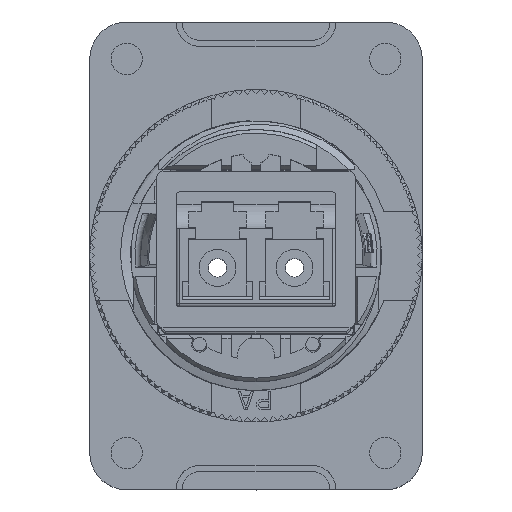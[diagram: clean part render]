
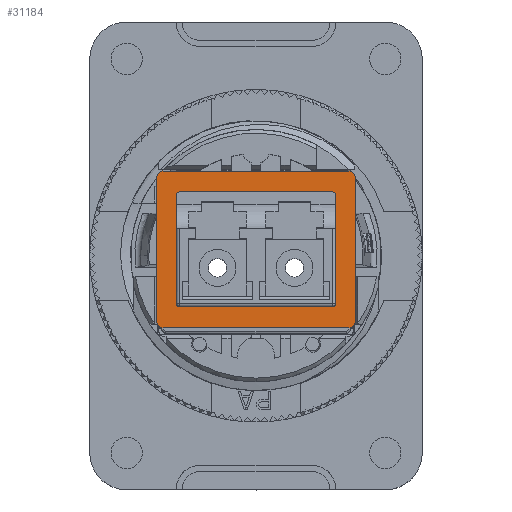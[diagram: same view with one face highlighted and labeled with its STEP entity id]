
A CAD part, top view. The second image highlights one B-rep face of the part: STEP entity #31184.
In plain terms, the highlighted planar face has unit normal (0, 0, 1).
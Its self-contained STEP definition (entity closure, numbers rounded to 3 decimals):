
#1029 = CIRCLE ( 'NONE', #52521, 0.5 ) ;
#1187 = ORIENTED_EDGE ( 'NONE', *, *, #2853, .F. ) ;
#2328 = DIRECTION ( 'NONE',  ( 0., 0., -1. ) ) ;
#2853 = EDGE_CURVE ( 'NONE', #69096, #71814, #24820, .T. ) ;
#2912 = EDGE_CURVE ( 'NONE', #66841, #15850, #41904, .T. ) ;
#3823 = CARTESIAN_POINT ( 'NONE',  ( -6.25, -3.155, 18.632 ) ) ;
#4659 = VERTEX_POINT ( 'NONE', #81229 ) ;
#5307 = CARTESIAN_POINT ( 'NONE',  ( -11., 6.145, 18.632 ) ) ;
#5842 = CARTESIAN_POINT ( 'NONE',  ( -8.05, -3.155, 18.632 ) ) ;
#5993 = EDGE_CURVE ( 'NONE', #69096, #8170, #75196, .T. ) ;
#5995 = EDGE_LOOP ( 'NONE', ( #76993, #12030, #61901, #85057, #85079, #55303, #6669, #84927 ) ) ;
#6223 = EDGE_CURVE ( 'NONE', #36318, #37650, #31094, .T. ) ;
#6669 = ORIENTED_EDGE ( 'NONE', *, *, #76072, .T. ) ;
#7979 = VERTEX_POINT ( 'NONE', #72978 ) ;
#8170 = VERTEX_POINT ( 'NONE', #3823 ) ;
#8532 = CARTESIAN_POINT ( 'NONE',  ( 7.55, -4.355, 18.632 ) ) ;
#9225 = AXIS2_PLACEMENT_3D ( 'NONE', #78620, #35385, #85864 ) ;
#9723 = DIRECTION ( 'NONE',  ( 0., 0., 1. ) ) ;
#11006 = AXIS2_PLACEMENT_3D ( 'NONE', #52958, #9723, #60209 ) ;
#11411 = LINE ( 'NONE', #26229, #66768 ) ;
#11420 = DIRECTION ( 'NONE',  ( 0., 0., -1. ) ) ;
#11871 = VECTOR ( 'NONE', #62705, 1000. ) ;
#11879 = CARTESIAN_POINT ( 'NONE',  ( -6.45, -3.155, 18.632 ) ) ;
#11886 = EDGE_CURVE ( 'NONE', #36318, #8170, #70924, .T. ) ;
#12030 = ORIENTED_EDGE ( 'NONE', *, *, #2912, .F. ) ;
#12518 = DIRECTION ( 'NONE',  ( 1., 0., 0. ) ) ;
#13259 = CARTESIAN_POINT ( 'NONE',  ( -6.45, 5.945, 18.632 ) ) ;
#15778 = DIRECTION ( 'NONE',  ( 0., 1., 0. ) ) ;
#15850 = VERTEX_POINT ( 'NONE', #75283 ) ;
#16952 = CARTESIAN_POINT ( 'NONE',  ( 8.05, -4.355, 18.632 ) ) ;
#17609 = VECTOR ( 'NONE', #17618, 1000. ) ;
#17610 = EDGE_CURVE ( 'NONE', #39607, #7979, #1029, .T. ) ;
#17618 = DIRECTION ( 'NONE',  ( -1., 0., 0. ) ) ;
#18720 = VECTOR ( 'NONE', #43185, 1000. ) ;
#20557 = ORIENTED_EDGE ( 'NONE', *, *, #6223, .T. ) ;
#20572 = DIRECTION ( 'NONE',  ( 0., 0., 1. ) ) ;
#22300 = FACE_BOUND ( 'NONE', #67135, .T. ) ;
#23826 = VERTEX_POINT ( 'NONE', #30103 ) ;
#24820 = CIRCLE ( 'NONE', #11006, 0.2 ) ;
#24855 = CARTESIAN_POINT ( 'NONE',  ( -11., -3.155, 18.632 ) ) ;
#26229 = CARTESIAN_POINT ( 'NONE',  ( 6.45, -3.155, 18.632 ) ) ;
#26905 = AXIS2_PLACEMENT_3D ( 'NONE', #76162, #32923, #83450 ) ;
#27546 = DIRECTION ( 'NONE',  ( 0., 0., 1. ) ) ;
#28306 = VERTEX_POINT ( 'NONE', #92203 ) ;
#30103 = CARTESIAN_POINT ( 'NONE',  ( -8.05, 7.345, 18.632 ) ) ;
#31094 = LINE ( 'NONE', #11879, #11871 ) ;
#31184 = ADVANCED_FACE ( 'NONE', ( #41516, #22300 ), #77734, .T. ) ;
#31655 = AXIS2_PLACEMENT_3D ( 'NONE', #63800, #20572, #71077 ) ;
#32030 = ORIENTED_EDGE ( 'NONE', *, *, #11886, .F. ) ;
#32640 = VECTOR ( 'NONE', #69540, 1000. ) ;
#32923 = DIRECTION ( 'NONE',  ( 0., 0., 1. ) ) ;
#33193 = CARTESIAN_POINT ( 'NONE',  ( -7.55, -4.855, 18.632 ) ) ;
#33770 = LINE ( 'NONE', #5842, #69914 ) ;
#35338 = VERTEX_POINT ( 'NONE', #70141 ) ;
#35385 = DIRECTION ( 'NONE',  ( 0., 0., -1. ) ) ;
#35409 = EDGE_CURVE ( 'NONE', #35338, #37650, #57573, .T. ) ;
#35420 = CARTESIAN_POINT ( 'NONE',  ( -8.05, -4.355, 18.632 ) ) ;
#36318 = VERTEX_POINT ( 'NONE', #76732 ) ;
#37650 = VERTEX_POINT ( 'NONE', #13259 ) ;
#38202 = DIRECTION ( 'NONE',  ( 0., 0., 1. ) ) ;
#39607 = VERTEX_POINT ( 'NONE', #16952 ) ;
#41516 = FACE_OUTER_BOUND ( 'NONE', #5995, .T. ) ;
#41672 = EDGE_CURVE ( 'NONE', #35338, #4659, #69030, .T. ) ;
#41872 = DIRECTION ( 'NONE',  ( 0., -1., 0. ) ) ;
#41904 = CIRCLE ( 'NONE', #9225, 0.5 ) ;
#43042 = EDGE_CURVE ( 'NONE', #66841, #28306, #65223, .T. ) ;
#43044 = EDGE_CURVE ( 'NONE', #68857, #4659, #84446, .T. ) ;
#43185 = DIRECTION ( 'NONE',  ( 1., 0., 0. ) ) ;
#45192 = DIRECTION ( 'NONE',  ( -1., 0., 0. ) ) ;
#45668 = CARTESIAN_POINT ( 'NONE',  ( -7.55, -4.355, 18.632 ) ) ;
#45728 = EDGE_CURVE ( 'NONE', #39607, #15850, #71058, .T. ) ;
#47351 = AXIS2_PLACEMENT_3D ( 'NONE', #70803, #27546, #78020 ) ;
#47801 = CARTESIAN_POINT ( 'NONE',  ( 8.05, -3.155, 18.632 ) ) ;
#48695 = ORIENTED_EDGE ( 'NONE', *, *, #35409, .F. ) ;
#49917 = VERTEX_POINT ( 'NONE', #35420 ) ;
#50622 = CARTESIAN_POINT ( 'NONE',  ( 6.45, 5.945, 18.632 ) ) ;
#51408 = AXIS2_PLACEMENT_3D ( 'NONE', #54691, #11420, #61935 ) ;
#52404 = CARTESIAN_POINT ( 'NONE',  ( -11., 7.845, 18.632 ) ) ;
#52521 = AXIS2_PLACEMENT_3D ( 'NONE', #8532, #59041, #15778 ) ;
#52867 = DIRECTION ( 'NONE',  ( 0., 1., 0. ) ) ;
#52958 = CARTESIAN_POINT ( 'NONE',  ( 6.25, -2.955, 18.632 ) ) ;
#54691 = CARTESIAN_POINT ( 'NONE',  ( -7.55, 7.345, 18.632 ) ) ;
#55303 = ORIENTED_EDGE ( 'NONE', *, *, #78101, .F. ) ;
#55566 = DIRECTION ( 'NONE',  ( 0., -1., 0. ) ) ;
#57123 = LINE ( 'NONE', #65844, #18720 ) ;
#57573 = CIRCLE ( 'NONE', #31655, 0.2 ) ;
#58915 = EDGE_CURVE ( 'NONE', #23826, #49917, #33770, .T. ) ;
#59041 = DIRECTION ( 'NONE',  ( 0., 0., -1. ) ) ;
#60209 = DIRECTION ( 'NONE',  ( 0., 1., 0. ) ) ;
#61549 = EDGE_CURVE ( 'NONE', #68857, #71814, #11411, .T. ) ;
#61901 = ORIENTED_EDGE ( 'NONE', *, *, #43042, .T. ) ;
#61935 = DIRECTION ( 'NONE',  ( 0., 1., 0. ) ) ;
#62705 = DIRECTION ( 'NONE',  ( 0., 1., 0. ) ) ;
#62941 = VECTOR ( 'NONE', #45192, 1000. ) ;
#63800 = CARTESIAN_POINT ( 'NONE',  ( -6.25, 5.945, 18.632 ) ) ;
#64453 = ORIENTED_EDGE ( 'NONE', *, *, #43044, .F. ) ;
#65223 = LINE ( 'NONE', #52404, #62941 ) ;
#65280 = EDGE_CURVE ( 'NONE', #23826, #28306, #77992, .T. ) ;
#65844 = CARTESIAN_POINT ( 'NONE',  ( -11., -4.855, 18.632 ) ) ;
#66757 = VECTOR ( 'NONE', #12518, 1000. ) ;
#66768 = VECTOR ( 'NONE', #55566, 1000. ) ;
#66841 = VERTEX_POINT ( 'NONE', #75875 ) ;
#67135 = EDGE_LOOP ( 'NONE', ( #48695, #73873, #64453, #82324, #1187, #69868, #32030, #20557 ) ) ;
#68857 = VERTEX_POINT ( 'NONE', #50622 ) ;
#69030 = LINE ( 'NONE', #5307, #66757 ) ;
#69096 = VERTEX_POINT ( 'NONE', #82435 ) ;
#69540 = DIRECTION ( 'NONE',  ( 0., 1., 0. ) ) ;
#69868 = ORIENTED_EDGE ( 'NONE', *, *, #5993, .T. ) ;
#69914 = VECTOR ( 'NONE', #41872, 1000. ) ;
#70141 = CARTESIAN_POINT ( 'NONE',  ( -6.25, 6.145, 18.632 ) ) ;
#70803 = CARTESIAN_POINT ( 'NONE',  ( -11., -3.155, 18.632 ) ) ;
#70924 = CIRCLE ( 'NONE', #26905, 0.2 ) ;
#71058 = LINE ( 'NONE', #47801, #32640 ) ;
#71077 = DIRECTION ( 'NONE',  ( 0., 1., 0. ) ) ;
#71513 = VERTEX_POINT ( 'NONE', #33193 ) ;
#71814 = VERTEX_POINT ( 'NONE', #77039 ) ;
#71986 = AXIS2_PLACEMENT_3D ( 'NONE', #45668, #2328, #52867 ) ;
#72978 = CARTESIAN_POINT ( 'NONE',  ( 7.55, -4.855, 18.632 ) ) ;
#73873 = ORIENTED_EDGE ( 'NONE', *, *, #41672, .T. ) ;
#75196 = LINE ( 'NONE', #24855, #17609 ) ;
#75283 = CARTESIAN_POINT ( 'NONE',  ( 8.05, 7.345, 18.632 ) ) ;
#75875 = CARTESIAN_POINT ( 'NONE',  ( 7.55, 7.845, 18.632 ) ) ;
#76072 = EDGE_CURVE ( 'NONE', #71513, #7979, #57123, .T. ) ;
#76162 = CARTESIAN_POINT ( 'NONE',  ( -6.25, -2.955, 18.632 ) ) ;
#76732 = CARTESIAN_POINT ( 'NONE',  ( -6.45, -2.955, 18.632 ) ) ;
#76993 = ORIENTED_EDGE ( 'NONE', *, *, #45728, .T. ) ;
#77039 = CARTESIAN_POINT ( 'NONE',  ( 6.45, -2.955, 18.632 ) ) ;
#77112 = CIRCLE ( 'NONE', #71986, 0.5 ) ;
#77734 = PLANE ( 'NONE',  #47351 ) ;
#77992 = CIRCLE ( 'NONE', #51408, 0.5 ) ;
#78020 = DIRECTION ( 'NONE',  ( 0., -1., 0. ) ) ;
#78101 = EDGE_CURVE ( 'NONE', #71513, #49917, #77112, .T. ) ;
#78620 = CARTESIAN_POINT ( 'NONE',  ( 7.55, 7.345, 18.632 ) ) ;
#81229 = CARTESIAN_POINT ( 'NONE',  ( 6.25, 6.145, 18.632 ) ) ;
#81419 = CARTESIAN_POINT ( 'NONE',  ( 6.25, 5.945, 18.632 ) ) ;
#82324 = ORIENTED_EDGE ( 'NONE', *, *, #61549, .T. ) ;
#82435 = CARTESIAN_POINT ( 'NONE',  ( 6.25, -3.155, 18.632 ) ) ;
#83088 = AXIS2_PLACEMENT_3D ( 'NONE', #81419, #38202, #88661 ) ;
#83450 = DIRECTION ( 'NONE',  ( 0., 1., 0. ) ) ;
#84446 = CIRCLE ( 'NONE', #83088, 0.2 ) ;
#84927 = ORIENTED_EDGE ( 'NONE', *, *, #17610, .F. ) ;
#85057 = ORIENTED_EDGE ( 'NONE', *, *, #65280, .F. ) ;
#85079 = ORIENTED_EDGE ( 'NONE', *, *, #58915, .T. ) ;
#85864 = DIRECTION ( 'NONE',  ( 0., 1., 0. ) ) ;
#88661 = DIRECTION ( 'NONE',  ( 0., 1., 0. ) ) ;
#92203 = CARTESIAN_POINT ( 'NONE',  ( -7.55, 7.845, 18.632 ) ) ;
